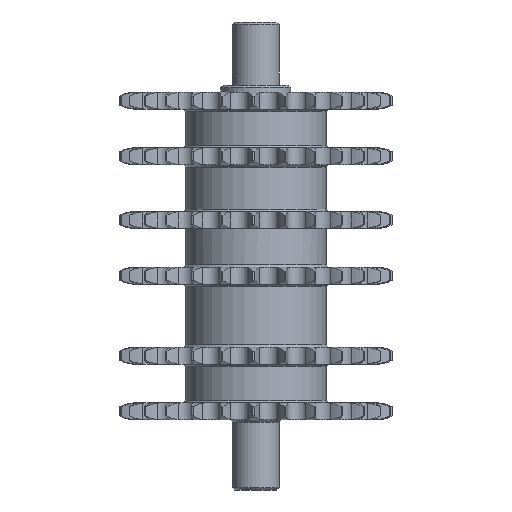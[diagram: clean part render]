
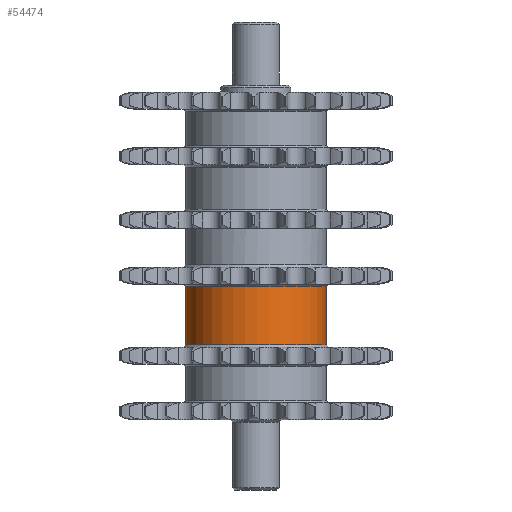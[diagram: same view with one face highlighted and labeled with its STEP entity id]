
A CAD part, front view. The second image highlights one B-rep face of the part: STEP entity #54474.
In plain terms, the highlighted cylindrical face has radius 30 mm (diameter 60 mm), a partial arc.
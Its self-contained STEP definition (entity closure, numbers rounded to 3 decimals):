
#673 = CARTESIAN_POINT ( 'NONE',  ( 8.287, 20.238, -38. ) ) ;
#3061 = EDGE_CURVE ( 'NONE', #26385, #46792, #8227, .T. ) ;
#3642 = DIRECTION ( 'NONE',  ( 0., 0., -1. ) ) ;
#3909 = AXIS2_PLACEMENT_3D ( 'NONE', #24048, #54846, #28439 ) ;
#4300 = EDGE_LOOP ( 'NONE', ( #40984, #20290, #8960, #49098, #6325, #39662 ) ) ;
#4671 = EDGE_CURVE ( 'NONE', #47426, #27514, #47156, .T. ) ;
#5396 = AXIS2_PLACEMENT_3D ( 'NONE', #41027, #14744, #45461 ) ;
#5429 = EDGE_CURVE ( 'NONE', #26385, #27514, #16755, .T. ) ;
#6325 = ORIENTED_EDGE ( 'NONE', *, *, #48950, .T. ) ;
#7860 = DIRECTION ( 'NONE',  ( -1., -0.029, 0. ) ) ;
#8227 = CIRCLE ( 'NONE', #5396, 30. ) ;
#8960 = ORIENTED_EDGE ( 'NONE', *, *, #13475, .T. ) ;
#9958 = CARTESIAN_POINT ( 'NONE',  ( -51.688, 18.513, -13. ) ) ;
#10087 = CYLINDRICAL_SURFACE ( 'NONE', #47452, 30. ) ;
#13475 = EDGE_CURVE ( 'NONE', #46792, #13937, #48619, .T. ) ;
#13739 = CARTESIAN_POINT ( 'NONE',  ( 8.299, 19.376, -13. ) ) ;
#13937 = VERTEX_POINT ( 'NONE', #9958 ) ;
#14526 = CARTESIAN_POINT ( 'NONE',  ( -21.701, 19.376, -38. ) ) ;
#14744 = DIRECTION ( 'NONE',  ( 0., 0., -1. ) ) ;
#14755 = VECTOR ( 'NONE', #23117, 1000. ) ;
#15384 = VECTOR ( 'NONE', #24312, 1000. ) ;
#16145 = LINE ( 'NONE', #18719, #14755 ) ;
#16351 = CIRCLE ( 'NONE', #56819, 30. ) ;
#16755 = LINE ( 'NONE', #46000, #15384 ) ;
#18719 = CARTESIAN_POINT ( 'NONE',  ( -51.688, 18.513, 70. ) ) ;
#18961 = DIRECTION ( 'NONE',  ( -1., 0., 0. ) ) ;
#19042 = DIRECTION ( 'NONE',  ( 0., 0., 1. ) ) ;
#20290 = ORIENTED_EDGE ( 'NONE', *, *, #3061, .T. ) ;
#20553 = VERTEX_POINT ( 'NONE', #43977 ) ;
#23117 = DIRECTION ( 'NONE',  ( 0., 0., -1. ) ) ;
#24048 = CARTESIAN_POINT ( 'NONE',  ( -21.701, 19.376, -13. ) ) ;
#24312 = DIRECTION ( 'NONE',  ( 0., 0., -1. ) ) ;
#26385 = VERTEX_POINT ( 'NONE', #52011 ) ;
#26549 = AXIS2_PLACEMENT_3D ( 'NONE', #14526, #45254, #18961 ) ;
#27514 = VERTEX_POINT ( 'NONE', #673 ) ;
#28439 = DIRECTION ( 'NONE',  ( 1., 0., 0. ) ) ;
#29947 = CARTESIAN_POINT ( 'NONE',  ( -21.701, 19.376, 70. ) ) ;
#33448 = FACE_OUTER_BOUND ( 'NONE', #4300, .T. ) ;
#39662 = ORIENTED_EDGE ( 'NONE', *, *, #4671, .T. ) ;
#40984 = ORIENTED_EDGE ( 'NONE', *, *, #5429, .F. ) ;
#41027 = CARTESIAN_POINT ( 'NONE',  ( -21.701, 19.376, -13. ) ) ;
#43977 = CARTESIAN_POINT ( 'NONE',  ( -51.688, 18.513, -38. ) ) ;
#45254 = DIRECTION ( 'NONE',  ( 0., 0., 1. ) ) ;
#45325 = CARTESIAN_POINT ( 'NONE',  ( -21.701, 19.376, -38. ) ) ;
#45461 = DIRECTION ( 'NONE',  ( 1., 0., 0. ) ) ;
#46000 = CARTESIAN_POINT ( 'NONE',  ( 8.287, 20.238, 70. ) ) ;
#46792 = VERTEX_POINT ( 'NONE', #13739 ) ;
#47156 = CIRCLE ( 'NONE', #26549, 30. ) ;
#47426 = VERTEX_POINT ( 'NONE', #53847 ) ;
#47452 = AXIS2_PLACEMENT_3D ( 'NONE', #29947, #3642, #7860 ) ;
#48619 = CIRCLE ( 'NONE', #3909, 30. ) ;
#48950 = EDGE_CURVE ( 'NONE', #20553, #47426, #16351, .T. ) ;
#49098 = ORIENTED_EDGE ( 'NONE', *, *, #49939, .T. ) ;
#49814 = DIRECTION ( 'NONE',  ( -1., 0., 0. ) ) ;
#49939 = EDGE_CURVE ( 'NONE', #13937, #20553, #16145, .T. ) ;
#52011 = CARTESIAN_POINT ( 'NONE',  ( 8.287, 20.238, -13. ) ) ;
#53847 = CARTESIAN_POINT ( 'NONE',  ( 8.299, 19.376, -38. ) ) ;
#54474 = ADVANCED_FACE ( 'NONE', ( #33448 ), #10087, .T. ) ;
#54846 = DIRECTION ( 'NONE',  ( 0., 0., -1. ) ) ;
#56819 = AXIS2_PLACEMENT_3D ( 'NONE', #45325, #19042, #49814 ) ;
